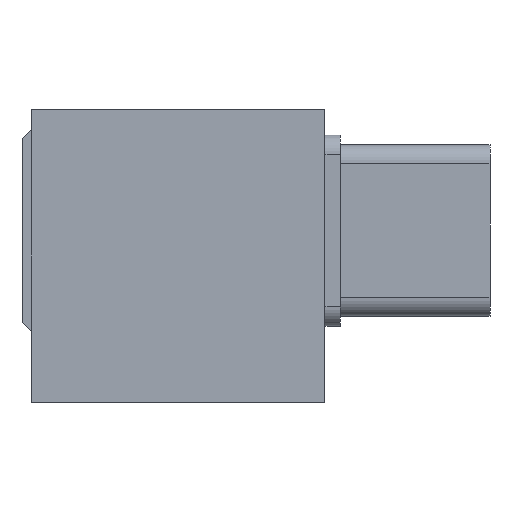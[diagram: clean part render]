
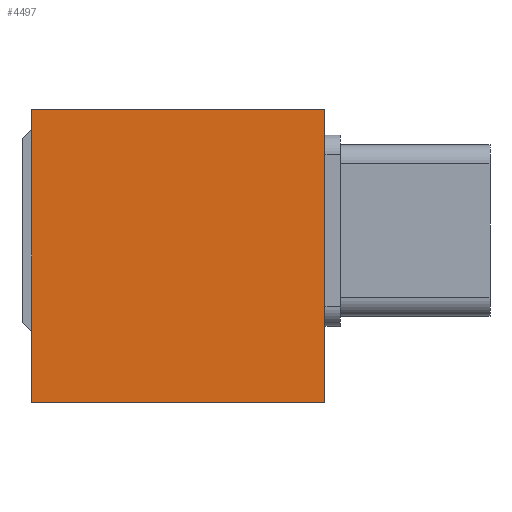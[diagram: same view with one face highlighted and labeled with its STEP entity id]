
A CAD part, left-side view. The second image highlights one B-rep face of the part: STEP entity #4497.
In plain terms, the highlighted planar face has unit normal (-1, 0, 0).
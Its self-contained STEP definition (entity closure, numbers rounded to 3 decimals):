
#435=PLANE('',#4735);
#674=FACE_OUTER_BOUND('',#984,.T.);
#984=EDGE_LOOP('',(#3936,#3937,#3938,#3939));
#1368=LINE('',#7440,#1771);
#1374=LINE('',#7552,#1777);
#1376=LINE('',#7557,#1779);
#1378=LINE('',#7561,#1781);
#1771=VECTOR('',#5299,46.);
#1777=VECTOR('',#5435,46.);
#1779=VECTOR('',#5439,46.);
#1781=VECTOR('',#5445,46.);
#2293=VERTEX_POINT('',#7438);
#2294=VERTEX_POINT('',#7439);
#2335=VERTEX_POINT('',#7550);
#2337=VERTEX_POINT('',#7556);
#2850=EDGE_CURVE('',#2293,#2294,#1368,.T.);
#2893=EDGE_CURVE('',#2335,#2293,#1374,.T.);
#2895=EDGE_CURVE('',#2294,#2337,#1376,.T.);
#2897=EDGE_CURVE('',#2335,#2337,#1378,.T.);
#3936=ORIENTED_EDGE('',*,*,#2897,.T.);
#3937=ORIENTED_EDGE('',*,*,#2895,.F.);
#3938=ORIENTED_EDGE('',*,*,#2850,.F.);
#3939=ORIENTED_EDGE('',*,*,#2893,.F.);
#4497=ADVANCED_FACE('',(#674),#435,.F.);
#4735=AXIS2_PLACEMENT_3D('',#7560,#5443,#5444);
#5299=DIRECTION('',(0.,0.,-1.));
#5435=DIRECTION('',(0.,-1.,0.));
#5439=DIRECTION('',(0.,1.,0.));
#5443=DIRECTION('center_axis',(1.,0.,0.));
#5444=DIRECTION('ref_axis',(0.,0.,-1.));
#5445=DIRECTION('',(0.,0.,-1.));
#7438=CARTESIAN_POINT('',(251.,0.,91.));
#7439=CARTESIAN_POINT('',(251.,0.,45.));
#7440=CARTESIAN_POINT('',(251.,0.,68.));
#7550=CARTESIAN_POINT('',(251.,46.,91.));
#7552=CARTESIAN_POINT('',(251.,23.,91.));
#7556=CARTESIAN_POINT('',(251.,46.,45.));
#7557=CARTESIAN_POINT('',(251.,23.,45.));
#7560=CARTESIAN_POINT('Origin',(251.,23.,68.));
#7561=CARTESIAN_POINT('',(251.,46.,68.));
